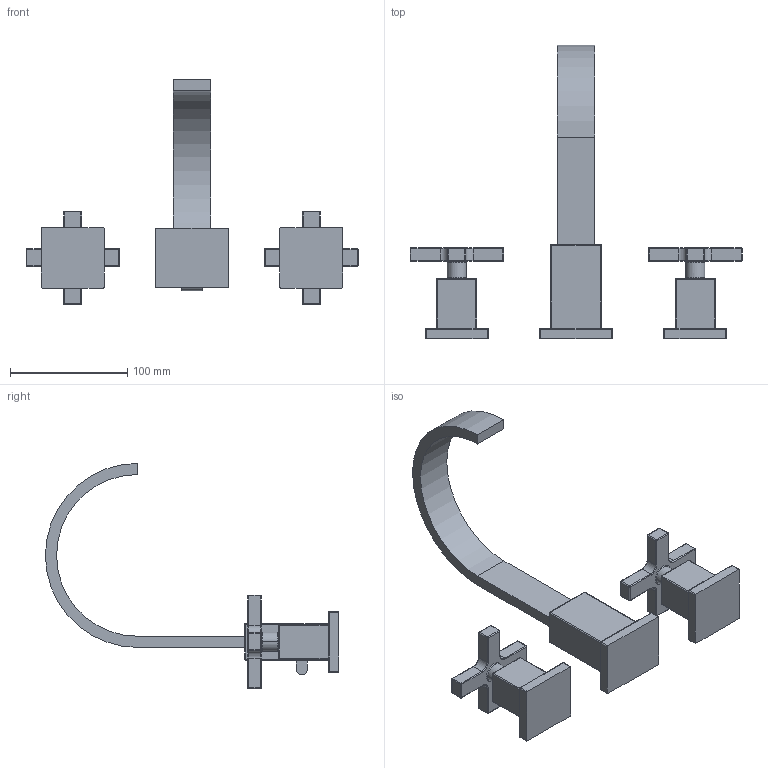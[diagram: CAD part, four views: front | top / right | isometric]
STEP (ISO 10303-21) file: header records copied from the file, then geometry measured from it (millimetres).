
FILE_DESCRIPTION((''),'2;1');
FILE_NAME('2060','2020-11-27T10:34:27',('jinson.thomas'),(''),'CREO PARAMETRIC BY PTC INC, 2018400','CREO PARAMETRIC BY PTC INC, 2018400','');
FILE_SCHEMA(('CONFIG_CONTROL_DESIGN'));
Length unit declared in the file: inch
Products named in the file (1): 2060
Bounding box: 282.96 x 249.87 x 191.96 mm (x, y, z)
Volume: 409166.4 mm3; surface area: 88513.6 mm2
Topology: 3 solids, 3 shells, 285 faces, 640 edges, 340 vertices
Faces by surface type: cylinder 133, plane 76, sphere 56, torus 20
Entity records: 7588 total; most frequent: DIRECTION 1476, CARTESIAN_POINT 1233, ORIENTED_EDGE 1216, EDGE_CURVE 608, AXIS2_PLACEMENT_3D 583, VERTEX_POINT 340, VECTOR 310, LINE 310
